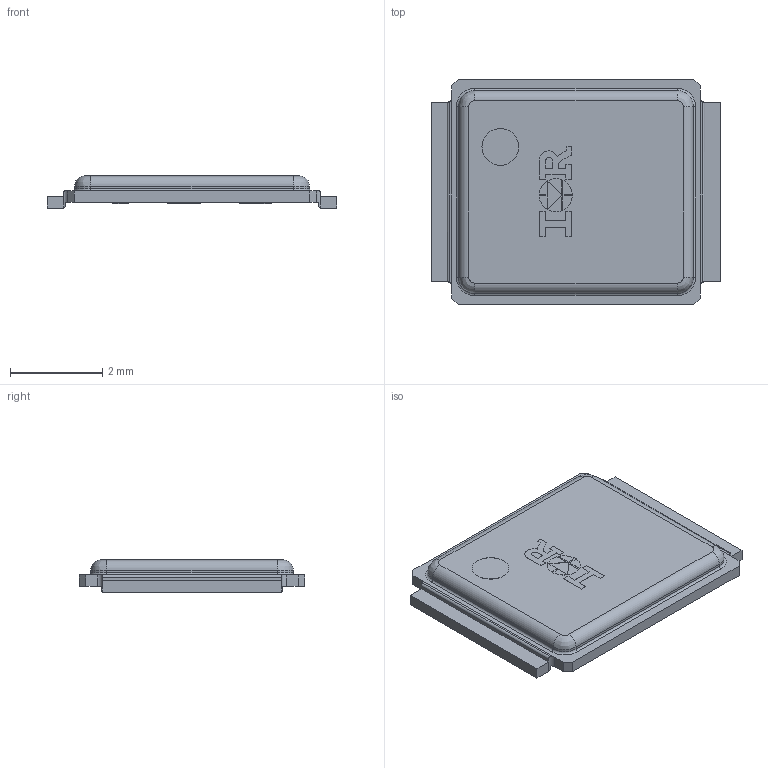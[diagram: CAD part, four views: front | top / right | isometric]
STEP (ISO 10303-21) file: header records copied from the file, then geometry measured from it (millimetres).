
FILE_DESCRIPTION(/* description */ (''),/* implementation_level */ '2;1');
FILE_NAME(/* name */ 'MG-WDSON-8-904_Z8B00188186_V03_3D.stp',/* time_stamp */ '2024-04-22T11:59:28+05:30',/* author */ ('sivamani'),/* organization */ (''),/* preprocessor_version */ 'ST-DEVELOPER v19.2',/* originating_system */ 'AutoCAD Mechanical',/* authorisation */ '');
FILE_SCHEMA (('AUTOMOTIVE_DESIGN { 1 0 10303 214 3 1 1 }'));
Length unit declared in the file: millimetre
Products named in the file (1): Product
Bounding box: 6.3 x 4.9 x 0.7 mm (x, y, z)
Volume: 13 mm3; surface area: 121.8 mm2
Topology: 15 solids, 15 shells, 220 faces, 525 edges, 314 vertices
Faces by surface type: plane 110, cylinder 70, bspline 32, torus 8
Full cylindrical faces by diameter (mm): 0.8 x2
Entity records: 6820 total; most frequent: CARTESIAN_POINT 1876, ORIENTED_EDGE 1002, DIRECTION 999, EDGE_CURVE 501, AXIS2_PLACEMENT_3D 341, LINE 317, VECTOR 317, VERTEX_POINT 314
